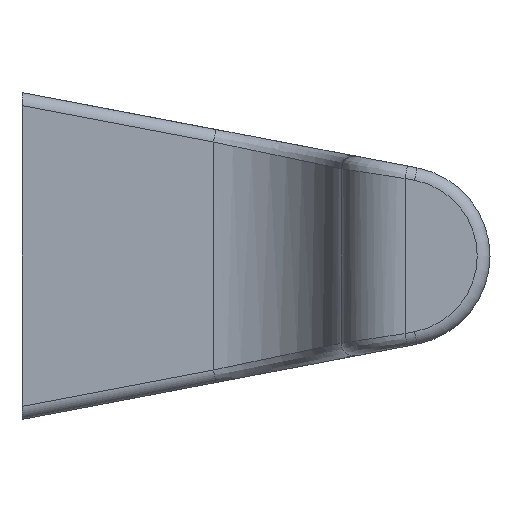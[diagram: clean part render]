
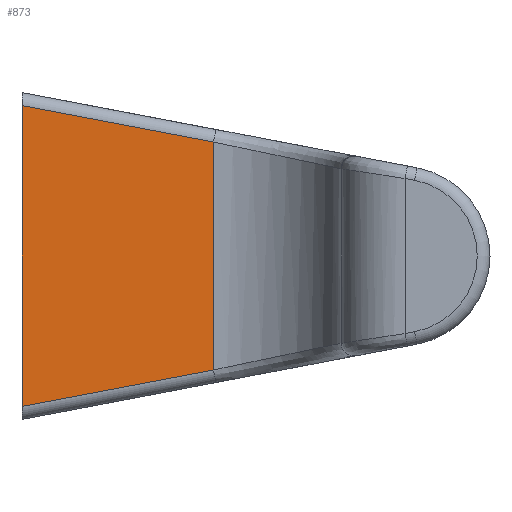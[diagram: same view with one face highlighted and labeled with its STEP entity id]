
A CAD part, left-side view. The second image highlights one B-rep face of the part: STEP entity #873.
In plain terms, the highlighted planar face has unit normal (-1, 0, 0).
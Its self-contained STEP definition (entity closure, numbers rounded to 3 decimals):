
#150=PLANE('',#999);
#193=FACE_OUTER_BOUND('',#248,.T.);
#248=EDGE_LOOP('',(#765,#766,#767,#768));
#290=LINE('',#5922,#332);
#294=LINE('',#5964,#336);
#297=LINE('',#6483,#339);
#300=LINE('',#6511,#342);
#332=VECTOR('',#1100,10.);
#336=VECTOR('',#1114,10.);
#339=VECTOR('',#1139,10.);
#342=VECTOR('',#1144,10.);
#431=VERTEX_POINT('',#5919);
#432=VERTEX_POINT('',#5921);
#437=VERTEX_POINT('',#5963);
#444=VERTEX_POINT('',#6459);
#527=EDGE_CURVE('',#431,#432,#290,.T.);
#535=EDGE_CURVE('',#432,#437,#294,.T.);
#551=EDGE_CURVE('',#444,#431,#297,.T.);
#554=EDGE_CURVE('',#444,#437,#300,.T.);
#765=ORIENTED_EDGE('',*,*,#551,.F.);
#766=ORIENTED_EDGE('',*,*,#554,.T.);
#767=ORIENTED_EDGE('',*,*,#535,.F.);
#768=ORIENTED_EDGE('',*,*,#527,.F.);
#873=ADVANCED_FACE('',(#193),#150,.T.);
#999=AXIS2_PLACEMENT_3D('',#6512,#1145,#1146);
#1100=DIRECTION('',(0.,0.,1.));
#1114=DIRECTION('',(0.,-0.982,-0.187));
#1139=DIRECTION('',(0.,0.982,-0.187));
#1144=DIRECTION('',(0.,0.,1.));
#1145=DIRECTION('center_axis',(-1.,0.,0.));
#1146=DIRECTION('ref_axis',(0.,0.,1.));
#5919=CARTESIAN_POINT('',(595.482,142.043,-1661.484));
#5921=CARTESIAN_POINT('',(595.482,142.043,-1637.927));
#5922=CARTESIAN_POINT('',(595.482,142.043,-1661.484));
#5963=CARTESIAN_POINT('',(595.482,127.043,-1640.78));
#5964=CARTESIAN_POINT('',(595.482,142.043,-1637.927));
#6459=CARTESIAN_POINT('',(595.482,127.043,-1658.63));
#6483=CARTESIAN_POINT('',(595.482,127.043,-1658.63));
#6511=CARTESIAN_POINT('',(595.482,127.043,-1658.63));
#6512=CARTESIAN_POINT('Origin',(595.482,134.543,-1661.485));
